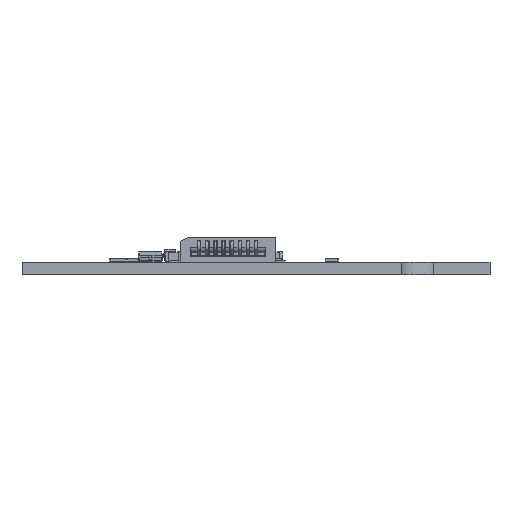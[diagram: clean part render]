
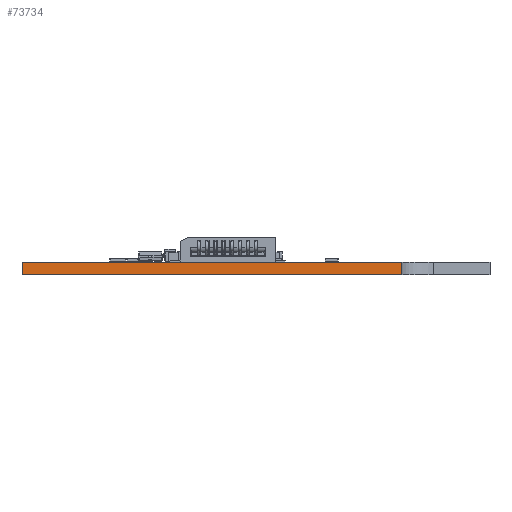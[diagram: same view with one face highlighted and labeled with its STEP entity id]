
A CAD part, left-side view. The second image highlights one B-rep face of the part: STEP entity #73734.
In plain terms, the highlighted planar face has unit normal (-1, 0, 0).
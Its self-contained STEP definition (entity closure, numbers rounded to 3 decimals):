
#72646 = PLANE('',#72647);
#72647 = AXIS2_PLACEMENT_3D('',#72648,#72649,#72650);
#72648 = CARTESIAN_POINT('',(141.,-89.671,1.6));
#72649 = DIRECTION('',(0.,0.,1.));
#72650 = DIRECTION('',(1.,0.,0.));
#72674 = PLANE('',#72675);
#72675 = AXIS2_PLACEMENT_3D('',#72676,#72677,#72678);
#72676 = CARTESIAN_POINT('',(170.,-62.,0.));
#72677 = DIRECTION('',(0.,-1.,0.));
#72678 = DIRECTION('',(-1.,0.,0.));
#72700 = PLANE('',#72701);
#72701 = AXIS2_PLACEMENT_3D('',#72702,#72703,#72704);
#72702 = CARTESIAN_POINT('',(141.,-89.671,0.));
#72703 = DIRECTION('',(0.,0.,1.));
#72704 = DIRECTION('',(1.,0.,0.));
#72793 = VERTEX_POINT('',#72794);
#72794 = CARTESIAN_POINT('',(112.,-62.,1.6));
#72815 = EDGE_CURVE('',#72816,#72793,#72818,.T.);
#72816 = VERTEX_POINT('',#72817);
#72817 = CARTESIAN_POINT('',(112.,-62.,0.));
#72818 = SURFACE_CURVE('',#72819,(#72823,#72830),.PCURVE_S1.);
#72819 = LINE('',#72820,#72821);
#72820 = CARTESIAN_POINT('',(112.,-62.,0.));
#72821 = VECTOR('',#72822,1.);
#72822 = DIRECTION('',(0.,0.,1.));
#72823 = PCURVE('',#72674,#72824);
#72824 = DEFINITIONAL_REPRESENTATION('',(#72825),#72829);
#72825 = LINE('',#72826,#72827);
#72826 = CARTESIAN_POINT('',(58.,0.));
#72827 = VECTOR('',#72828,1.);
#72828 = DIRECTION('',(0.,-1.));
#72829 = ( GEOMETRIC_REPRESENTATION_CONTEXT(2) 
PARAMETRIC_REPRESENTATION_CONTEXT() REPRESENTATION_CONTEXT('2D SPACE',''
  ) );
#72830 = PCURVE('',#72831,#72836);
#72831 = PLANE('',#72832);
#72832 = AXIS2_PLACEMENT_3D('',#72833,#72834,#72835);
#72833 = CARTESIAN_POINT('',(112.,-62.,0.));
#72834 = DIRECTION('',(1.,0.,0.));
#72835 = DIRECTION('',(0.,-1.,0.));
#72836 = DEFINITIONAL_REPRESENTATION('',(#72837),#72841);
#72837 = LINE('',#72838,#72839);
#72838 = CARTESIAN_POINT('',(0.,0.));
#72839 = VECTOR('',#72840,1.);
#72840 = DIRECTION('',(0.,-1.));
#72841 = ( GEOMETRIC_REPRESENTATION_CONTEXT(2) 
PARAMETRIC_REPRESENTATION_CONTEXT() REPRESENTATION_CONTEXT('2D SPACE',''
  ) );
#72869 = EDGE_CURVE('',#72816,#72870,#72872,.T.);
#72870 = VERTEX_POINT('',#72871);
#72871 = CARTESIAN_POINT('',(112.,-109.,0.));
#72872 = SURFACE_CURVE('',#72873,(#72877,#72884),.PCURVE_S1.);
#72873 = LINE('',#72874,#72875);
#72874 = CARTESIAN_POINT('',(112.,-62.,0.));
#72875 = VECTOR('',#72876,1.);
#72876 = DIRECTION('',(0.,-1.,0.));
#72877 = PCURVE('',#72700,#72878);
#72878 = DEFINITIONAL_REPRESENTATION('',(#72879),#72883);
#72879 = LINE('',#72880,#72881);
#72880 = CARTESIAN_POINT('',(-29.,27.671));
#72881 = VECTOR('',#72882,1.);
#72882 = DIRECTION('',(0.,-1.));
#72883 = ( GEOMETRIC_REPRESENTATION_CONTEXT(2) 
PARAMETRIC_REPRESENTATION_CONTEXT() REPRESENTATION_CONTEXT('2D SPACE',''
  ) );
#72884 = PCURVE('',#72831,#72885);
#72885 = DEFINITIONAL_REPRESENTATION('',(#72886),#72890);
#72886 = LINE('',#72887,#72888);
#72887 = CARTESIAN_POINT('',(0.,0.));
#72888 = VECTOR('',#72889,1.);
#72889 = DIRECTION('',(1.,0.));
#72890 = ( GEOMETRIC_REPRESENTATION_CONTEXT(2) 
PARAMETRIC_REPRESENTATION_CONTEXT() REPRESENTATION_CONTEXT('2D SPACE',''
  ) );
#72908 = PLANE('',#72909);
#72909 = AXIS2_PLACEMENT_3D('',#72910,#72911,#72912);
#72910 = CARTESIAN_POINT('',(112.,-109.,0.));
#72911 = DIRECTION('',(0.,1.,0.));
#72912 = DIRECTION('',(1.,0.,0.));
#73326 = EDGE_CURVE('',#72793,#73327,#73329,.T.);
#73327 = VERTEX_POINT('',#73328);
#73328 = CARTESIAN_POINT('',(112.,-109.,1.6));
#73329 = SURFACE_CURVE('',#73330,(#73334,#73341),.PCURVE_S1.);
#73330 = LINE('',#73331,#73332);
#73331 = CARTESIAN_POINT('',(112.,-62.,1.6));
#73332 = VECTOR('',#73333,1.);
#73333 = DIRECTION('',(0.,-1.,0.));
#73334 = PCURVE('',#72646,#73335);
#73335 = DEFINITIONAL_REPRESENTATION('',(#73336),#73340);
#73336 = LINE('',#73337,#73338);
#73337 = CARTESIAN_POINT('',(-29.,27.671));
#73338 = VECTOR('',#73339,1.);
#73339 = DIRECTION('',(0.,-1.));
#73340 = ( GEOMETRIC_REPRESENTATION_CONTEXT(2) 
PARAMETRIC_REPRESENTATION_CONTEXT() REPRESENTATION_CONTEXT('2D SPACE',''
  ) );
#73341 = PCURVE('',#72831,#73342);
#73342 = DEFINITIONAL_REPRESENTATION('',(#73343),#73347);
#73343 = LINE('',#73344,#73345);
#73344 = CARTESIAN_POINT('',(0.,-1.6));
#73345 = VECTOR('',#73346,1.);
#73346 = DIRECTION('',(1.,0.));
#73347 = ( GEOMETRIC_REPRESENTATION_CONTEXT(2) 
PARAMETRIC_REPRESENTATION_CONTEXT() REPRESENTATION_CONTEXT('2D SPACE',''
  ) );
#73734 = ADVANCED_FACE('',(#73735),#72831,.F.);
#73735 = FACE_BOUND('',#73736,.F.);
#73736 = EDGE_LOOP('',(#73737,#73738,#73739,#73760));
#73737 = ORIENTED_EDGE('',*,*,#72815,.T.);
#73738 = ORIENTED_EDGE('',*,*,#73326,.T.);
#73739 = ORIENTED_EDGE('',*,*,#73740,.F.);
#73740 = EDGE_CURVE('',#72870,#73327,#73741,.T.);
#73741 = SURFACE_CURVE('',#73742,(#73746,#73753),.PCURVE_S1.);
#73742 = LINE('',#73743,#73744);
#73743 = CARTESIAN_POINT('',(112.,-109.,0.));
#73744 = VECTOR('',#73745,1.);
#73745 = DIRECTION('',(0.,0.,1.));
#73746 = PCURVE('',#72831,#73747);
#73747 = DEFINITIONAL_REPRESENTATION('',(#73748),#73752);
#73748 = LINE('',#73749,#73750);
#73749 = CARTESIAN_POINT('',(47.,0.));
#73750 = VECTOR('',#73751,1.);
#73751 = DIRECTION('',(0.,-1.));
#73752 = ( GEOMETRIC_REPRESENTATION_CONTEXT(2) 
PARAMETRIC_REPRESENTATION_CONTEXT() REPRESENTATION_CONTEXT('2D SPACE',''
  ) );
#73753 = PCURVE('',#72908,#73754);
#73754 = DEFINITIONAL_REPRESENTATION('',(#73755),#73759);
#73755 = LINE('',#73756,#73757);
#73756 = CARTESIAN_POINT('',(0.,0.));
#73757 = VECTOR('',#73758,1.);
#73758 = DIRECTION('',(0.,-1.));
#73759 = ( GEOMETRIC_REPRESENTATION_CONTEXT(2) 
PARAMETRIC_REPRESENTATION_CONTEXT() REPRESENTATION_CONTEXT('2D SPACE',''
  ) );
#73760 = ORIENTED_EDGE('',*,*,#72869,.F.);
